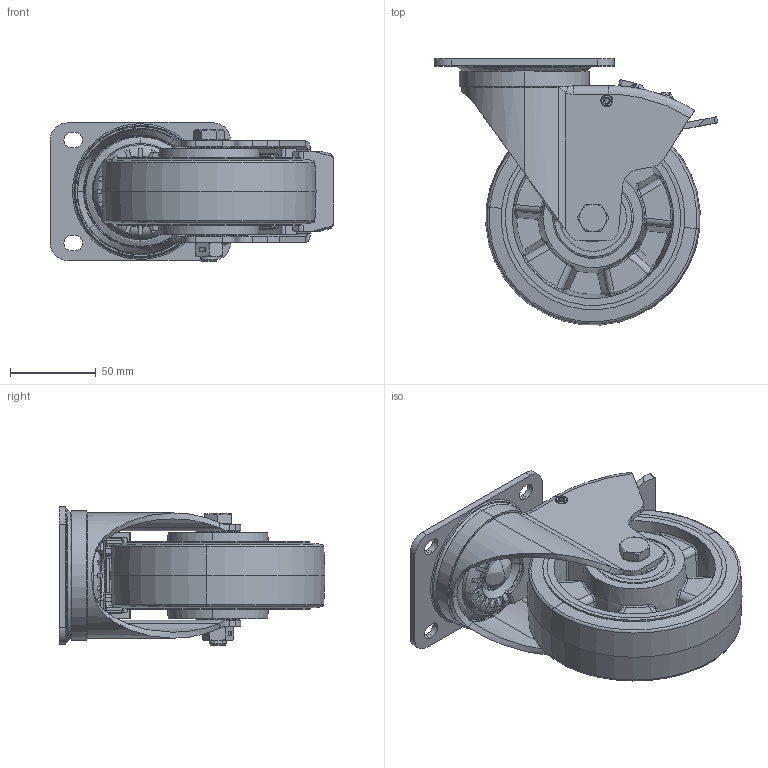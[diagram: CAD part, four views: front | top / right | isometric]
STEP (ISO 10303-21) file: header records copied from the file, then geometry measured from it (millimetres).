
FILE_DESCRIPTION (( 'STEP AP214' ), '1' );
FILE_NAME ('0020256_L-IM-EGA-125-K-3-DSN.STEP', '2017-05-17T09:53:46', ( '' ), ( '' ), 'SwSTEP 2.0', 'SolidWorks 2016', '' );
FILE_SCHEMA (( 'AUTOMOTIVE_DESIGN' ));
Length unit declared in the file: millimetre
Products named in the file (1): 0020256_L-IM-EGA-125-K-3-DSN
Bounding box: 165.19 x 154.84 x 80.5 mm (x, y, z)
Surface area: 175599.8 mm2 (no closed solid volume)
Topology: 0 solids, 27 shells, 900 faces, 2844 edges, 1913 vertices
Faces by surface type: plane 406, cylinder 207, bspline 160, cone 78, torus 49
Entity records: 49968 total; most frequent: CARTESIAN_POINT 16314, DIRECTION 4765, ORIENTED_EDGE 4745, EDGE_CURVE 2838, VERTEX_POINT 1913, AXIS2_PLACEMENT_3D 1673, LINE 1419, VECTOR 1419
